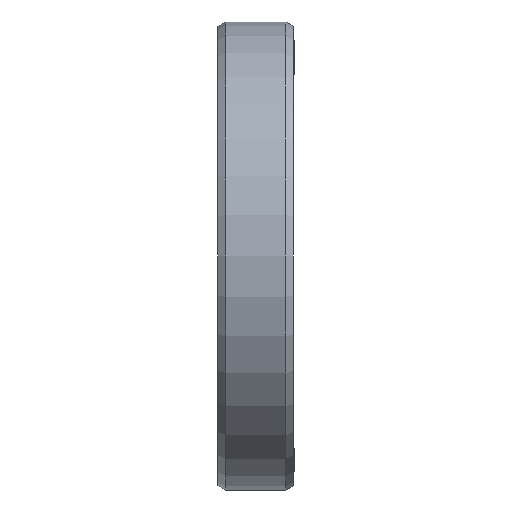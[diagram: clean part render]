
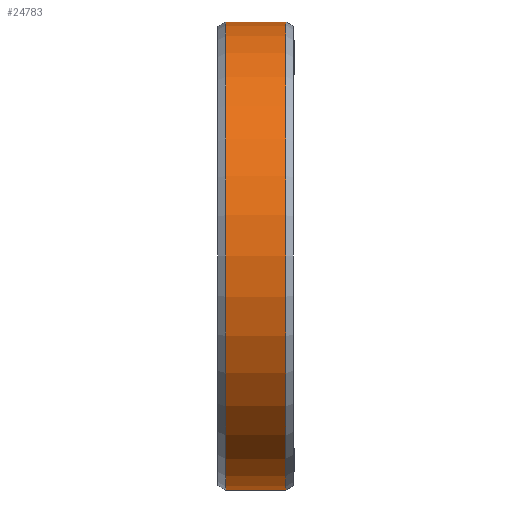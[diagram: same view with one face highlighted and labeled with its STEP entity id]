
A CAD part, left-side view. The second image highlights one B-rep face of the part: STEP entity #24783.
In plain terms, the highlighted cylindrical face has radius 31 mm (diameter 62 mm), a partial arc.
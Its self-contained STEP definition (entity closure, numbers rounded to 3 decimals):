
#24093=DIRECTION('',(0.,1.,0.));
#24094=VECTOR('',#24093,8.);
#24095=CARTESIAN_POINT('',(0.,-4.,-31.));
#24096=LINE('',#24095,#24094);
#24100=DIRECTION('',(0.,1.,0.));
#24101=VECTOR('',#24100,8.);
#24102=CARTESIAN_POINT('',(0.,-4.,31.));
#24103=LINE('',#24102,#24101);
#24107=CARTESIAN_POINT('',(0.,-4.,0.));
#24108=DIRECTION('',(0.,1.,0.));
#24109=DIRECTION('',(0.,0.,-1.));
#24110=AXIS2_PLACEMENT_3D('',#24107,#24108,#24109);
#24145=CARTESIAN_POINT('',(0.,4.,0.));
#24146=DIRECTION('',(0.,1.,0.));
#24147=DIRECTION('',(0.,0.,-1.));
#24148=AXIS2_PLACEMENT_3D('',#24145,#24146,#24147);
#24178=CARTESIAN_POINT('',(0.,-4.,-31.));
#24180=VERTEX_POINT('',#24178);
#24181=CARTESIAN_POINT('',(0.,4.,-31.));
#24182=VERTEX_POINT('',#24181);
#24210=CARTESIAN_POINT('',(0.,-4.,31.));
#24212=VERTEX_POINT('',#24210);
#24213=CARTESIAN_POINT('',(0.,4.,31.));
#24214=VERTEX_POINT('',#24213);
#24769=CARTESIAN_POINT('',(0.,32.572,0.));
#24770=DIRECTION('',(0.,-1.,0.));
#24771=DIRECTION('',(0.,0.,1.));
#24772=AXIS2_PLACEMENT_3D('',#24769,#24770,#24771);
#24773=CYLINDRICAL_SURFACE('',#24772,31.);
#24775=ORIENTED_EDGE('',*,*,#24774,.T.);
#24777=ORIENTED_EDGE('',*,*,#24776,.T.);
#24779=ORIENTED_EDGE('',*,*,#24778,.F.);
#24780=ORIENTED_EDGE('',*,*,#24755,.F.);
#24781=EDGE_LOOP('',(#24775,#24777,#24779,#24780));
#24782=FACE_OUTER_BOUND('',#24781,.F.);
#24111=CIRCLE('',#24110,31.);
#24149=CIRCLE('',#24148,31.);
#24755=EDGE_CURVE('',#24180,#24212,#24111,.T.);
#24774=EDGE_CURVE('',#24180,#24182,#24096,.T.);
#24776=EDGE_CURVE('',#24182,#24214,#24149,.T.);
#24778=EDGE_CURVE('',#24212,#24214,#24103,.T.);
#24783=ADVANCED_FACE('',(#24782),#24773,.T.);
